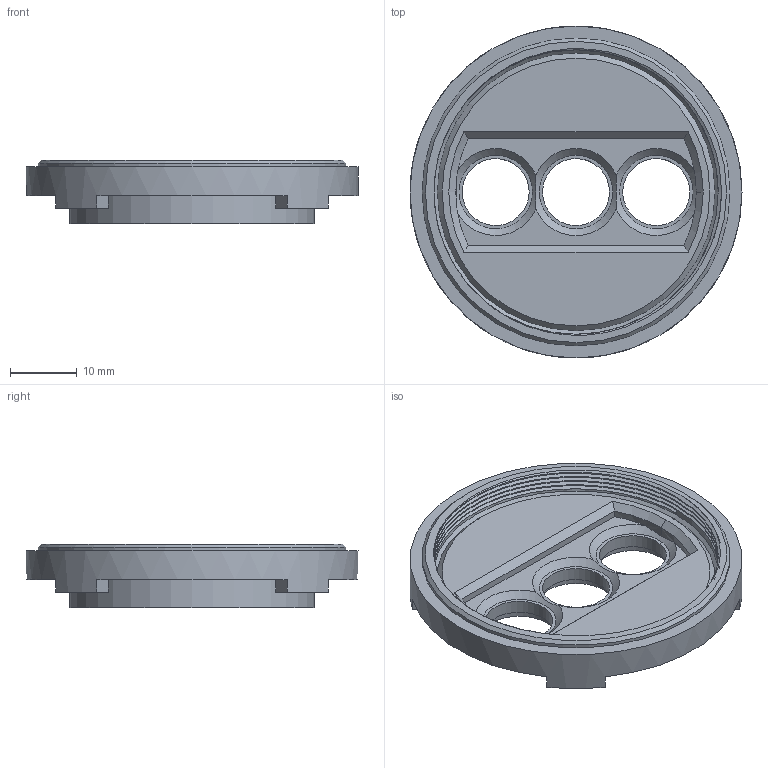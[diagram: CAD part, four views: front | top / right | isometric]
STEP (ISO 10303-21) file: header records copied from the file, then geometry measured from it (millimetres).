
FILE_DESCRIPTION(('HOOPS Exchange Step'),'2;1');
FILE_NAME('temp_export','2023-06-27T15:24:27-04:00',('gmoua'),('Shapr3D Limited'),'HOOPS Exchange 2022.2','Shapr3D','Authorized');
FILE_SCHEMA( ('AUTOMOTIVE_DESIGN { 1 0 10303 214 1 1 1 1 }') );
Length unit declared in the file: millimetre
Products named in the file (1): Leica M Body
Bounding box: 49.6 x 49.6 x 9.55 mm (x, y, z)
Volume: 7366.1 mm3; surface area: 6314 mm2
Topology: 1 solids, 1 shells, 78 faces, 192 edges, 131 vertices
Faces by surface type: plane 38, cylinder 29, cone 9, bspline 2
Full cylindrical faces by diameter (mm): 1.3 x8, 10 x3, 11.5 x3, 36.6 x1, 42.5 x4, 46 x1, 49.6 x1
Entity records: 4654 total; most frequent: CARTESIAN_POINT 2722, DIRECTION 417, ORIENTED_EDGE 384, EDGE_CURVE 192, AXIS2_PLACEMENT_3D 171, VERTEX_POINT 131, EDGE_LOOP 99, FACE_BOUND 99
